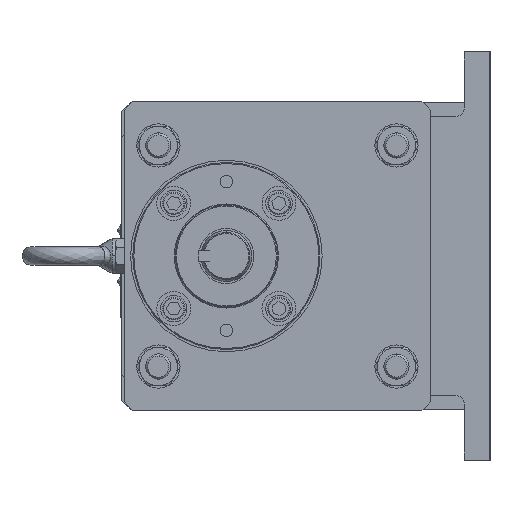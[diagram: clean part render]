
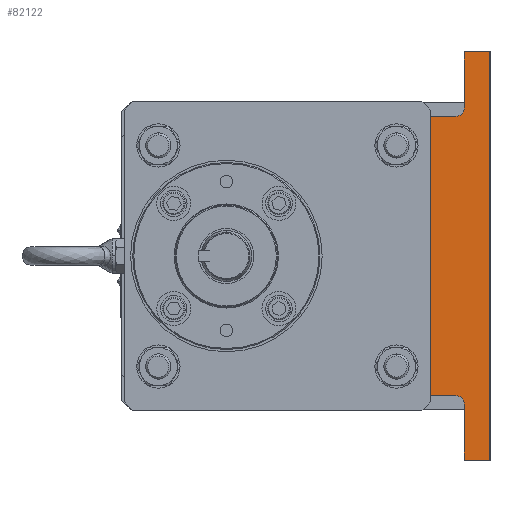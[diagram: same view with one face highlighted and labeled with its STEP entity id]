
A CAD part, left-side view. The second image highlights one B-rep face of the part: STEP entity #82122.
In plain terms, the highlighted planar face has unit normal (-1, 0, 0).
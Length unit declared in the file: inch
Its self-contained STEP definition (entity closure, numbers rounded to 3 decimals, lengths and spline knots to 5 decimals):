
#1057 = VERTEX_POINT ( 'NONE', #72278 ) ;
#2040 = VECTOR ( 'NONE', #101163, 39.37008 ) ;
#2296 = VECTOR ( 'NONE', #29449, 39.37008 ) ;
#2886 = CARTESIAN_POINT ( 'NONE',  ( -2.016, -5.21, 4.36 ) ) ;
#4190 = CARTESIAN_POINT ( 'NONE',  ( -2.016, -5.46, 6. ) ) ;
#4364 = DIRECTION ( 'NONE',  ( 0., 0., 1. ) ) ;
#7747 = ORIENTED_EDGE ( 'NONE', *, *, #59796, .F. ) ;
#9835 = CARTESIAN_POINT ( 'NONE',  ( -2.016, -4.46, -4.11 ) ) ;
#9905 = CARTESIAN_POINT ( 'NONE',  ( -2.016, -6.21, -6. ) ) ;
#10105 = LINE ( 'NONE', #121265, #2040 ) ;
#10169 = CARTESIAN_POINT ( 'NONE',  ( -2.016, -6.21, 6. ) ) ;
#10299 = DIRECTION ( 'NONE',  ( 0., 0., 1. ) ) ;
#12418 = VECTOR ( 'NONE', #24820, 39.37008 ) ;
#13908 = CARTESIAN_POINT ( 'NONE',  ( -2.016, -5.46, 6. ) ) ;
#14159 = VERTEX_POINT ( 'NONE', #4190 ) ;
#14919 = CARTESIAN_POINT ( 'NONE',  ( -2.016, -5.21, -4.36 ) ) ;
#16755 = EDGE_CURVE ( 'NONE', #67505, #14159, #72366, .T. ) ;
#19701 = DIRECTION ( 'NONE',  ( 0., 1., 0. ) ) ;
#22624 = VERTEX_POINT ( 'NONE', #116050 ) ;
#23100 = CIRCLE ( 'NONE', #125455, 0.25 ) ;
#24820 = DIRECTION ( 'NONE',  ( 0., -1., 0. ) ) ;
#25481 = CARTESIAN_POINT ( 'NONE',  ( -2.016, -5.21, 4.11 ) ) ;
#25670 = ORIENTED_EDGE ( 'NONE', *, *, #16755, .F. ) ;
#28722 = VERTEX_POINT ( 'NONE', #76560 ) ;
#28831 = VERTEX_POINT ( 'NONE', #25481 ) ;
#29449 = DIRECTION ( 'NONE',  ( 0., 0., 1. ) ) ;
#29812 = ORIENTED_EDGE ( 'NONE', *, *, #72184, .F. ) ;
#35192 = DIRECTION ( 'NONE',  ( 1., 0., 0. ) ) ;
#36532 = DIRECTION ( 'NONE',  ( 0., 0., -1. ) ) ;
#36806 = VERTEX_POINT ( 'NONE', #62353 ) ;
#37520 = CARTESIAN_POINT ( 'NONE',  ( -2.016, -5.46, 4.36 ) ) ;
#38272 = VERTEX_POINT ( 'NONE', #69733 ) ;
#42231 = VECTOR ( 'NONE', #85366, 39.37008 ) ;
#45908 = DIRECTION ( 'NONE',  ( 0., 0., -1. ) ) ;
#47609 = ORIENTED_EDGE ( 'NONE', *, *, #81416, .F. ) ;
#48103 = LINE ( 'NONE', #67935, #108438 ) ;
#49878 = LINE ( 'NONE', #13908, #12418 ) ;
#50824 = EDGE_CURVE ( 'NONE', #125812, #36806, #122958, .T. ) ;
#57967 = ORIENTED_EDGE ( 'NONE', *, *, #105913, .F. ) ;
#59796 = EDGE_CURVE ( 'NONE', #14159, #116855, #49878, .T. ) ;
#60229 = EDGE_CURVE ( 'NONE', #22624, #28831, #48103, .T. ) ;
#61188 = DIRECTION ( 'NONE',  ( 1., 0., 0. ) ) ;
#62353 = CARTESIAN_POINT ( 'NONE',  ( -2.016, -5.46, -4.36 ) ) ;
#63669 = ORIENTED_EDGE ( 'NONE', *, *, #105471, .F. ) ;
#66293 = AXIS2_PLACEMENT_3D ( 'NONE', #2886, #35192, #36532 ) ;
#67455 = DIRECTION ( 'NONE',  ( 0., -1., 0. ) ) ;
#67505 = VERTEX_POINT ( 'NONE', #37520 ) ;
#67935 = CARTESIAN_POINT ( 'NONE',  ( -2.016, -4.46, 4.11 ) ) ;
#68256 = EDGE_CURVE ( 'NONE', #38272, #36806, #23100, .T. ) ;
#69733 = CARTESIAN_POINT ( 'NONE',  ( -2.016, -5.21, -4.11 ) ) ;
#72184 = EDGE_CURVE ( 'NONE', #28722, #125812, #81015, .T. ) ;
#72278 = CARTESIAN_POINT ( 'NONE',  ( -2.016, -4.46, -4.11 ) ) ;
#72366 = LINE ( 'NONE', #133892, #2296 ) ;
#73572 = FACE_OUTER_BOUND ( 'NONE', #98139, .T. ) ;
#76560 = CARTESIAN_POINT ( 'NONE',  ( -2.016, -6.21, -6. ) ) ;
#76991 = ORIENTED_EDGE ( 'NONE', *, *, #60229, .F. ) ;
#78137 = CARTESIAN_POINT ( 'NONE',  ( -2.016, -5.46, -6. ) ) ;
#81015 = LINE ( 'NONE', #9905, #130021 ) ;
#81416 = EDGE_CURVE ( 'NONE', #116855, #28722, #10105, .T. ) ;
#81728 = CARTESIAN_POINT ( 'NONE',  ( -2.016, -4.46, 0. ) ) ;
#82122 = ADVANCED_FACE ( 'NONE', ( #73572 ), #92212, .F. ) ;
#82855 = DIRECTION ( 'NONE',  ( 0., 1., 0. ) ) ;
#83796 = VECTOR ( 'NONE', #4364, 39.37008 ) ;
#85366 = DIRECTION ( 'NONE',  ( 0., 1., 0. ) ) ;
#86423 = ORIENTED_EDGE ( 'NONE', *, *, #68256, .T. ) ;
#87866 = DIRECTION ( 'NONE',  ( 1., 0., 0. ) ) ;
#92212 = PLANE ( 'NONE',  #99252 ) ;
#98139 = EDGE_LOOP ( 'NONE', ( #7747, #25670, #106508, #76991, #63669, #57967, #86423, #111090, #29812, #47609 ) ) ;
#99252 = AXIS2_PLACEMENT_3D ( 'NONE', #81728, #61188, #19701 ) ;
#99872 = LINE ( 'NONE', #9835, #130971 ) ;
#101163 = DIRECTION ( 'NONE',  ( 0., 0., -1. ) ) ;
#105471 = EDGE_CURVE ( 'NONE', #1057, #22624, #99872, .T. ) ;
#105913 = EDGE_CURVE ( 'NONE', #38272, #1057, #127226, .T. ) ;
#106508 = ORIENTED_EDGE ( 'NONE', *, *, #111212, .T. ) ;
#108438 = VECTOR ( 'NONE', #67455, 39.37008 ) ;
#111090 = ORIENTED_EDGE ( 'NONE', *, *, #50824, .F. ) ;
#111212 = EDGE_CURVE ( 'NONE', #67505, #28831, #126647, .T. ) ;
#112754 = CARTESIAN_POINT ( 'NONE',  ( -2.016, -4.46, -4.11 ) ) ;
#116050 = CARTESIAN_POINT ( 'NONE',  ( -2.016, -4.46, 4.11 ) ) ;
#116855 = VERTEX_POINT ( 'NONE', #10169 ) ;
#121265 = CARTESIAN_POINT ( 'NONE',  ( -2.016, -6.21, 6. ) ) ;
#122958 = LINE ( 'NONE', #129386, #83796 ) ;
#125455 = AXIS2_PLACEMENT_3D ( 'NONE', #14919, #87866, #45908 ) ;
#125812 = VERTEX_POINT ( 'NONE', #78137 ) ;
#126647 = CIRCLE ( 'NONE', #66293, 0.25 ) ;
#127226 = LINE ( 'NONE', #112754, #42231 ) ;
#129386 = CARTESIAN_POINT ( 'NONE',  ( -2.016, -5.46, -4.11 ) ) ;
#130021 = VECTOR ( 'NONE', #82855, 39.37008 ) ;
#130971 = VECTOR ( 'NONE', #10299, 39.37008 ) ;
#133892 = CARTESIAN_POINT ( 'NONE',  ( -2.016, -5.46, 4.11 ) ) ;
